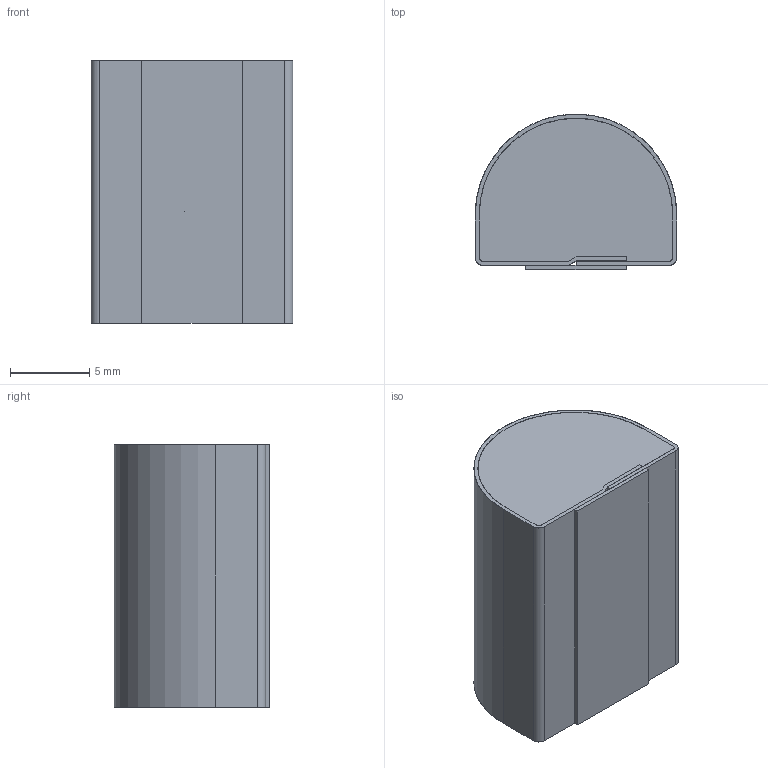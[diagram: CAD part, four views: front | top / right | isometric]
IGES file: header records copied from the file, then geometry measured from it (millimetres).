
Start section: SolidWorks IGES file using analytic representation for surfaces
Global section: file name: EH5.igs; native system: SolidWorks 2011; preprocessor: SolidWorks 2011; author: bpuff; date: 120802.105227; units: inch
Bounding box: 12.7 x 9.78 x 16.51 mm (x, y, z)
Surface area: 2407 mm2 (no closed solid volume)
Topology: 0 solids, 0 shells, 40 faces, 330 edges, 330 vertices
Faces by surface type: bspline 31, revolution 9
